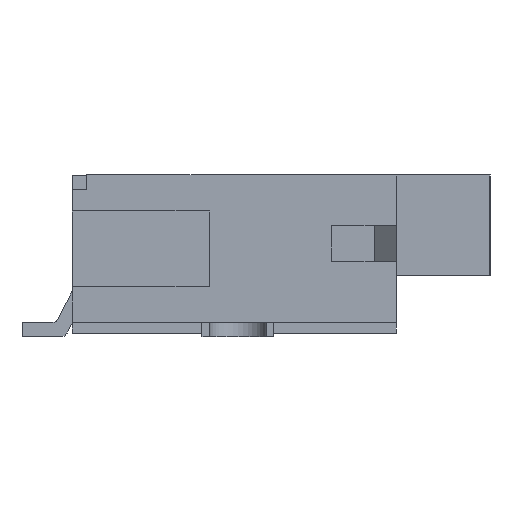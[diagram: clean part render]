
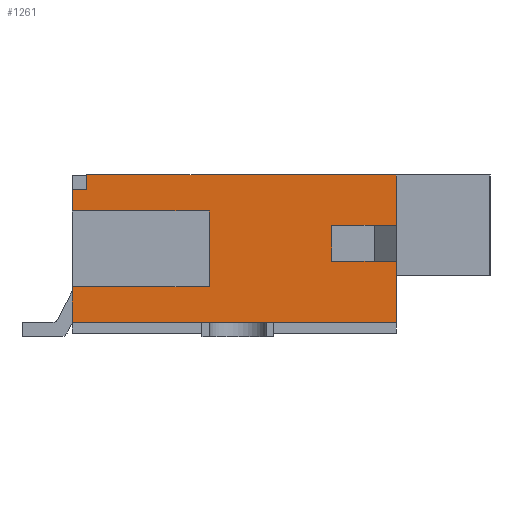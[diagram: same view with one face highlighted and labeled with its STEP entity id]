
A CAD part, left-side view. The second image highlights one B-rep face of the part: STEP entity #1261.
In plain terms, the highlighted planar face has unit normal (-1, 0, 0).
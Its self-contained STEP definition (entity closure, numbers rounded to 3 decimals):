
#1261 = ADVANCED_FACE( '', ( #2481 ), #2482, .T. );
#2481 = FACE_OUTER_BOUND( '', #3764, .T. );
#2482 = PLANE( '', #3765 );
#3764 = EDGE_LOOP( '', ( #7182, #7183, #7184, #7185, #7186, #7187, #7188, #7189, #7190, #7191, #7192, #7193, #7194, #7195 ) );
#3765 = AXIS2_PLACEMENT_3D( '', #7196, #7197, #7198 );
#7182 = ORIENTED_EDGE( '', *, *, #10101, .T. );
#7183 = ORIENTED_EDGE( '', *, *, #10470, .T. );
#7184 = ORIENTED_EDGE( '', *, *, #10471, .T. );
#7185 = ORIENTED_EDGE( '', *, *, #10472, .F. );
#7186 = ORIENTED_EDGE( '', *, *, #10473, .T. );
#7187 = ORIENTED_EDGE( '', *, *, #9563, .T. );
#7188 = ORIENTED_EDGE( '', *, *, #10474, .T. );
#7189 = ORIENTED_EDGE( '', *, *, #10475, .F. );
#7190 = ORIENTED_EDGE( '', *, *, #10348, .T. );
#7191 = ORIENTED_EDGE( '', *, *, #9981, .T. );
#7192 = ORIENTED_EDGE( '', *, *, #9682, .T. );
#7193 = ORIENTED_EDGE( '', *, *, #10476, .T. );
#7194 = ORIENTED_EDGE( '', *, *, #9823, .T. );
#7195 = ORIENTED_EDGE( '', *, *, #10477, .T. );
#7196 = CARTESIAN_POINT( '', ( -8.05, 0., 0. ) );
#7197 = DIRECTION( '', ( -1., 0., 0. ) );
#7198 = DIRECTION( '', ( 0., 0., 1. ) );
#9563 = EDGE_CURVE( '', #11964, #11961, #11965, .T. );
#9682 = EDGE_CURVE( '', #12159, #12157, #12160, .T. );
#9823 = EDGE_CURVE( '', #12382, #12383, #12384, .T. );
#9981 = EDGE_CURVE( '', #12617, #12159, #12618, .T. );
#10101 = EDGE_CURVE( '', #12751, #12793, #12795, .T. );
#10348 = EDGE_CURVE( '', #13127, #12617, #13128, .T. );
#10470 = EDGE_CURVE( '', #12793, #13286, #13287, .T. );
#10471 = EDGE_CURVE( '', #13286, #13288, #13289, .T. );
#10472 = EDGE_CURVE( '', #13290, #13288, #13291, .T. );
#10473 = EDGE_CURVE( '', #13290, #11964, #13292, .T. );
#10474 = EDGE_CURVE( '', #11961, #13293, #13294, .T. );
#10475 = EDGE_CURVE( '', #13127, #13293, #13295, .T. );
#10476 = EDGE_CURVE( '', #12157, #12382, #13296, .T. );
#10477 = EDGE_CURVE( '', #12383, #12751, #13297, .T. );
#11961 = VERTEX_POINT( '', #15343 );
#11964 = VERTEX_POINT( '', #15347 );
#11965 = LINE( '', #15348, #15349 );
#12157 = VERTEX_POINT( '', #15619 );
#12159 = VERTEX_POINT( '', #15622 );
#12160 = LINE( '', #15623, #15624 );
#12382 = VERTEX_POINT( '', #15953 );
#12383 = VERTEX_POINT( '', #15954 );
#12384 = LINE( '', #15955, #15956 );
#12617 = VERTEX_POINT( '', #16296 );
#12618 = LINE( '', #16297, #16298 );
#12751 = VERTEX_POINT( '', #16491 );
#12793 = VERTEX_POINT( '', #16563 );
#12795 = LINE( '', #16566, #16567 );
#13127 = VERTEX_POINT( '', #17053 );
#13128 = LINE( '', #17054, #17055 );
#13286 = VERTEX_POINT( '', #17308 );
#13287 = LINE( '', #17309, #17310 );
#13288 = VERTEX_POINT( '', #17311 );
#13289 = LINE( '', #17312, #17313 );
#13290 = VERTEX_POINT( '', #17314 );
#13291 = LINE( '', #17315, #17316 );
#13292 = LINE( '', #17317, #17318 );
#13293 = VERTEX_POINT( '', #17319 );
#13294 = LINE( '', #17320, #17321 );
#13295 = LINE( '', #17322, #17323 );
#13296 = LINE( '', #17324, #17325 );
#13297 = LINE( '', #17326, #17327 );
#15343 = CARTESIAN_POINT( '', ( -8.05, 2.25, -0.45 ) );
#15347 = CARTESIAN_POINT( '', ( -8.05, 0.35, -0.45 ) );
#15348 = CARTESIAN_POINT( '', ( -8.05, 0.35, -0.45 ) );
#15349 = VECTOR( '', #18564, 1000. );
#15619 = CARTESIAN_POINT( '', ( -8.05, -1.35, 0.4 ) );
#15622 = CARTESIAN_POINT( '', ( -8.05, -1.35, -0.1 ) );
#15623 = CARTESIAN_POINT( '', ( -8.05, -1.35, -0.1 ) );
#15624 = VECTOR( '', #18689, 1000. );
#15953 = CARTESIAN_POINT( '', ( -8.05, -2.25, 0.4 ) );
#15954 = CARTESIAN_POINT( '', ( -8.05, -2.25, 1.1 ) );
#15955 = CARTESIAN_POINT( '', ( -8.05, -2.25, -1.1 ) );
#15956 = VECTOR( '', #18815, 1000. );
#16296 = CARTESIAN_POINT( '', ( -8.05, -2.25, -0.1 ) );
#16297 = CARTESIAN_POINT( '', ( -8.05, -2.25, -0.1 ) );
#16298 = VECTOR( '', #18956, 1000. );
#16491 = CARTESIAN_POINT( '', ( -8.05, 2.05, 1.1 ) );
#16563 = CARTESIAN_POINT( '', ( -8.05, 2.05, 0.9 ) );
#16566 = CARTESIAN_POINT( '', ( -8.05, 2.05, 0. ) );
#16567 = VECTOR( '', #19072, 1000. );
#17053 = CARTESIAN_POINT( '', ( -8.05, -2.25, -0.95 ) );
#17054 = CARTESIAN_POINT( '', ( -8.05, -2.25, -1.1 ) );
#17055 = VECTOR( '', #19377, 1000. );
#17308 = CARTESIAN_POINT( '', ( -8.05, 2.25, 0.9 ) );
#17309 = CARTESIAN_POINT( '', ( -8.05, 0., 0.9 ) );
#17310 = VECTOR( '', #19476, 1000. );
#17311 = CARTESIAN_POINT( '', ( -8.05, 2.25, 0.6 ) );
#17312 = CARTESIAN_POINT( '', ( -8.05, 2.25, 1.1 ) );
#17313 = VECTOR( '', #19477, 1000. );
#17314 = CARTESIAN_POINT( '', ( -8.05, 0.35, 0.6 ) );
#17315 = CARTESIAN_POINT( '', ( -8.05, 0.35, 0.6 ) );
#17316 = VECTOR( '', #19478, 1000. );
#17317 = CARTESIAN_POINT( '', ( -8.05, 0.35, 0.6 ) );
#17318 = VECTOR( '', #19479, 1000. );
#17319 = CARTESIAN_POINT( '', ( -8.05, 2.25, -0.95 ) );
#17320 = CARTESIAN_POINT( '', ( -8.05, 2.25, 1.1 ) );
#17321 = VECTOR( '', #19480, 1000. );
#17322 = CARTESIAN_POINT( '', ( -8.05, -2.25, -0.95 ) );
#17323 = VECTOR( '', #19481, 1000. );
#17324 = CARTESIAN_POINT( '', ( -8.05, -1.35, 0.4 ) );
#17325 = VECTOR( '', #19482, 1000. );
#17326 = CARTESIAN_POINT( '', ( -8.05, -2.25, 1.1 ) );
#17327 = VECTOR( '', #19483, 1000. );
#18564 = DIRECTION( '', ( 0., 1., 0. ) );
#18689 = DIRECTION( '', ( 0., 0., 1. ) );
#18815 = DIRECTION( '', ( 0., 0., 1. ) );
#18956 = DIRECTION( '', ( 0., 1., 0. ) );
#19072 = DIRECTION( '', ( 0., 0., -1. ) );
#19377 = DIRECTION( '', ( 0., 0., 1. ) );
#19476 = DIRECTION( '', ( 0., 1., 0. ) );
#19477 = DIRECTION( '', ( 0., 0., -1. ) );
#19478 = DIRECTION( '', ( 0., 1., 0. ) );
#19479 = DIRECTION( '', ( 0., 0., -1. ) );
#19480 = DIRECTION( '', ( 0., 0., -1. ) );
#19481 = DIRECTION( '', ( 0., 1., 0. ) );
#19482 = DIRECTION( '', ( 0., -1., 0. ) );
#19483 = DIRECTION( '', ( 0., 1., 0. ) );
